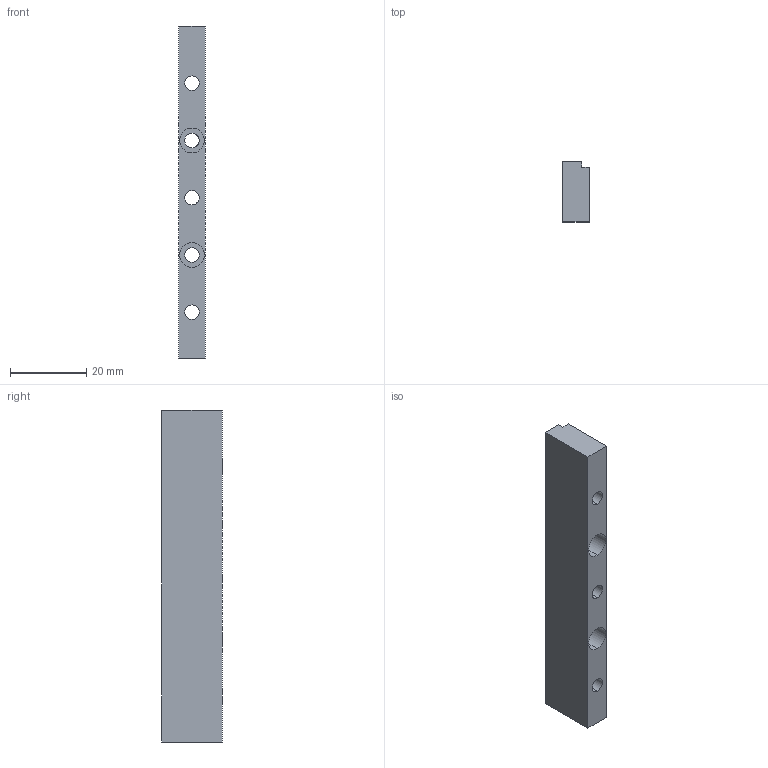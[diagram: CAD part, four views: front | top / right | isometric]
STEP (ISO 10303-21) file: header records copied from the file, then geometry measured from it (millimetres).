
FILE_DESCRIPTION (( 'STEP AP214' ), '1' );
FILE_NAME ('board-spacers.15.75mm-middle-for-intermediate-Al.left.STEP', '2014-02-06T18:09:18', ( '' ), ( '' ), 'SwSTEP 2.0', 'SolidWorks 2014', '' );
FILE_SCHEMA (( 'AUTOMOTIVE_DESIGN' ));
Length unit declared in the file: inch
Products named in the file (1): board-spacers.15.75mm-middle-for-intermediate-Al.left
Bounding box: 7 x 15.75 x 87 mm (x, y, z)
Volume: 8071.1 mm3; surface area: 5107.6 mm2
Topology: 1 solids, 1 shells, 29 faces, 90 edges, 60 vertices
Faces by surface type: plane 15, cylinder 14
Entity records: 1459 total; most frequent: DIRECTION 188, CARTESIAN_POINT 180, ORIENTED_EDGE 180, EDGE_CURVE 90, AXIS2_PLACEMENT_3D 68, VERTEX_POINT 60, LINE 52, VECTOR 52
